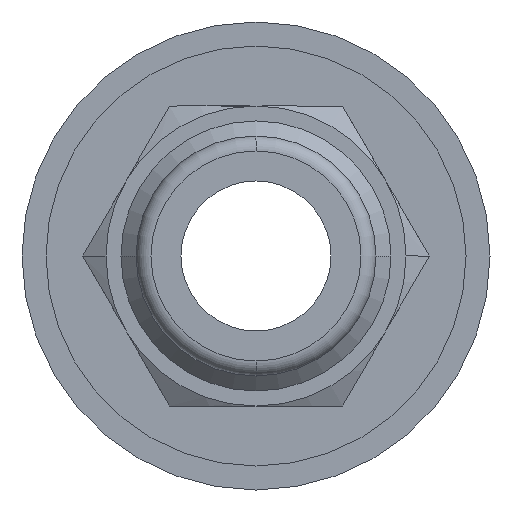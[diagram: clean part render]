
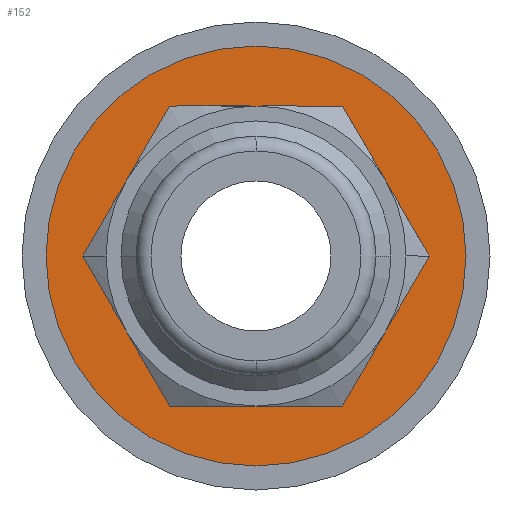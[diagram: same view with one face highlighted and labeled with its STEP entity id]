
A CAD part, front view. The second image highlights one B-rep face of the part: STEP entity #152.
In plain terms, the highlighted planar face has unit normal (0, -1, 0).
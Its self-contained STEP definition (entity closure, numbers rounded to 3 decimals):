
#152=ADVANCED_FACE('',(#333,#334),#335,.T.);
#333=FACE_OUTER_BOUND('',#542,.T.);
#334=FACE_BOUND('',#543,.T.);
#335=PLANE('',#544);
#542=EDGE_LOOP('',(#901,#902));
#543=EDGE_LOOP('',(#903,#904));
#544=AXIS2_PLACEMENT_3D('',#905,#906,#907);
#901=ORIENTED_EDGE('',*,*,#1263,.T.);
#902=ORIENTED_EDGE('',*,*,#1300,.T.);
#903=ORIENTED_EDGE('',*,*,#1241,.F.);
#904=ORIENTED_EDGE('',*,*,#1272,.F.);
#905=CARTESIAN_POINT('',(0.0,23.5,0.0));
#906=DIRECTION('',(0.0,-1.0,0.0));
#907=DIRECTION('',(-1.0,0.0,0.0));
#1241=EDGE_CURVE('',#1487,#1483,#1489,.T.);
#1263=EDGE_CURVE('',#1515,#1520,#1522,.T.);
#1272=EDGE_CURVE('',#1483,#1487,#1534,.T.);
#1300=EDGE_CURVE('',#1520,#1515,#1571,.T.);
#1483=VERTEX_POINT('',#1880);
#1487=VERTEX_POINT('',#1885);
#1489=CIRCLE('',#1888,4.5);
#1515=VERTEX_POINT('',#1919);
#1520=VERTEX_POINT('',#1925);
#1522=CIRCLE('',#1928,7.0);
#1534=CIRCLE('',#1962,4.5);
#1571=CIRCLE('',#2026,7.0);
#1880=CARTESIAN_POINT('',(4.5,23.5,0.));
#1885=CARTESIAN_POINT('',(-4.5,23.5,0.));
#1888=AXIS2_PLACEMENT_3D('',#2334,#2335,#2336);
#1919=CARTESIAN_POINT('',(7.0,23.5,0.0));
#1925=CARTESIAN_POINT('',(-7.0,23.5,0.));
#1928=AXIS2_PLACEMENT_3D('',#2368,#2369,#2370);
#1962=AXIS2_PLACEMENT_3D('',#2380,#2381,#2382);
#2026=AXIS2_PLACEMENT_3D('',#2421,#2422,#2423);
#2334=CARTESIAN_POINT('',(0.0,23.5,0.0));
#2335=DIRECTION('',(0.0,-1.0,0.0));
#2336=DIRECTION('',(1.0,0.0,0.0));
#2368=CARTESIAN_POINT('',(0.0,23.5,0.0));
#2369=DIRECTION('',(0.0,-1.0,0.0));
#2370=DIRECTION('',(1.0,0.0,0.0));
#2380=CARTESIAN_POINT('',(0.0,23.5,0.0));
#2381=DIRECTION('',(0.0,-1.0,0.0));
#2382=DIRECTION('',(1.0,0.0,0.0));
#2421=CARTESIAN_POINT('',(0.0,23.5,0.0));
#2422=DIRECTION('',(0.0,-1.0,0.0));
#2423=DIRECTION('',(1.0,0.0,0.0));
